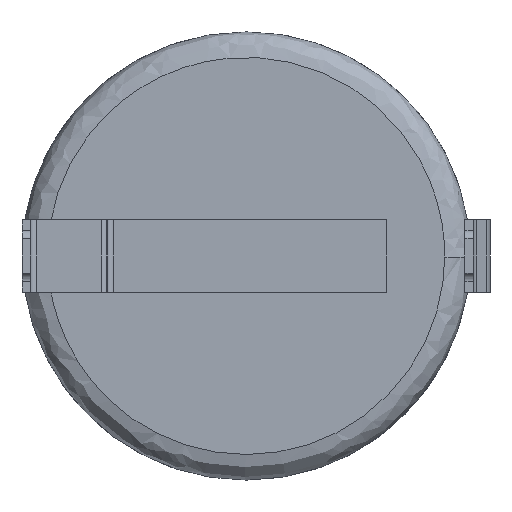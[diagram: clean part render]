
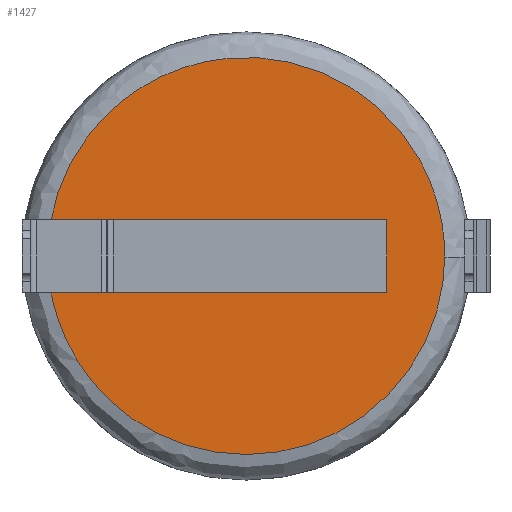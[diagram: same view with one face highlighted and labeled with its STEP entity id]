
A CAD part, front view. The second image highlights one B-rep face of the part: STEP entity #1427.
In plain terms, the highlighted planar face has unit normal (0, -1, 0).
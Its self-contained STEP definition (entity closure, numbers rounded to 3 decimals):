
#69 =( BOUNDED_CURVE ( )  B_SPLINE_CURVE ( 3, ( #1925, #2678, #2972, #1938 ),
 .UNSPECIFIED., .F., .F. ) 
 B_SPLINE_CURVE_WITH_KNOTS ( ( 4, 4 ),
 ( 0., 0.002 ),
 .UNSPECIFIED. ) 
 CURVE ( )  GEOMETRIC_REPRESENTATION_ITEM ( )  RATIONAL_B_SPLINE_CURVE ( ( 1., 1., 1., 1. ) ) 
 REPRESENTATION_ITEM ( '' )  );
#127 = CARTESIAN_POINT ( 'NONE',  ( -4.65, 0., 0.03 ) ) ;
#149 = CARTESIAN_POINT ( 'NONE',  ( 0.016, 0., 4.65 ) ) ;
#200 = CARTESIAN_POINT ( 'NONE',  ( 1.259, 0., 4.482 ) ) ;
#229 = CARTESIAN_POINT ( 'NONE',  ( 3.314, 0., 3.294 ) ) ;
#240 = CARTESIAN_POINT ( 'NONE',  ( -4.494, 0., 1.232 ) ) ;
#380 = CARTESIAN_POINT ( 'NONE',  ( -4.65, 0., 0.03 ) ) ;
#393 = B_SPLINE_CURVE_WITH_KNOTS ( 'NONE', 3,
 ( #1666, #660, #2745, #380 ),
 .UNSPECIFIED., .F., .F.,
 ( 4, 4 ),
 ( 0., 0.002 ),
 .UNSPECIFIED. ) ;
#422 = CARTESIAN_POINT ( 'NONE',  ( -4.586, 0., 0.786 ) ) ;
#477 = CARTESIAN_POINT ( 'NONE',  ( 4.531, 0., 1.172 ) ) ;
#480 = DIRECTION ( 'NONE',  ( 0., 1., 0. ) ) ;
#637 = CARTESIAN_POINT ( 'NONE',  ( 4.65, 0., -0.03 ) ) ;
#660 = CARTESIAN_POINT ( 'NONE',  ( -4.65, 0., 0.01 ) ) ;
#677 = CARTESIAN_POINT ( 'NONE',  ( 1.515, 0., 4.407 ) ) ;
#689 = CARTESIAN_POINT ( 'NONE',  ( -2.841, 0., 3.732 ) ) ;
#737 = CARTESIAN_POINT ( 'NONE',  ( 4.65, 0., 0. ) ) ;
#747 = CARTESIAN_POINT ( 'NONE',  ( 4.15, 0., 2.163 ) ) ;
#758 = CARTESIAN_POINT ( 'NONE',  ( -1.2, 0., 4.534 ) ) ;
#777 = CARTESIAN_POINT ( 'NONE',  ( 4.65, 0., 0. ) ) ;
#866 = ORIENTED_EDGE ( 'NONE', *, *, #2969, .F. ) ;
#940 = VERTEX_POINT ( 'NONE', #3088 ) ;
#956 = CARTESIAN_POINT ( 'NONE',  ( 0.015, 0., 4.65 ) ) ;
#963 = CARTESIAN_POINT ( 'NONE',  ( 2.999, 0., 3.574 ) ) ;
#979 = FACE_OUTER_BOUND ( 'NONE', #3137, .T. ) ;
#1016 = CARTESIAN_POINT ( 'NONE',  ( 0.064, 0., 4.65 ) ) ;
#1040 = CARTESIAN_POINT ( 'NONE',  ( 0.017, 0., 4.65 ) ) ;
#1088 = CARTESIAN_POINT ( 'NONE',  ( -4.65, 0., 0. ) ) ;
#1225 = CARTESIAN_POINT ( 'NONE',  ( 0.024, 0., 4.65 ) ) ;
#1279 = CARTESIAN_POINT ( 'NONE',  ( 0.093, 0., 4.649 ) ) ;
#1427 = ADVANCED_FACE ( 'NONE', ( #979 ), #3071, .F. ) ;
#1432 = VERTEX_POINT ( 'NONE', #737 ) ;
#1474 = ORIENTED_EDGE ( 'NONE', *, *, #2847, .F. ) ;
#1496 = CARTESIAN_POINT ( 'NONE',  ( -4.609, 0., 0.636 ) ) ;
#1572 = CARTESIAN_POINT ( 'NONE',  ( 4.65, 0., 0.606 ) ) ;
#1666 = CARTESIAN_POINT ( 'NONE',  ( -4.65, 0., 0. ) ) ;
#1726 = CARTESIAN_POINT ( 'NONE',  ( 0.035, 0., 4.65 ) ) ;
#1731 = VERTEX_POINT ( 'NONE', #2927 ) ;
#1776 = CARTESIAN_POINT ( 'NONE',  ( 0.814, 0., 4.584 ) ) ;
#1817 = CARTESIAN_POINT ( 'NONE',  ( -0.593, 0., 4.652 ) ) ;
#1925 = CARTESIAN_POINT ( 'NONE',  ( 4.65, 0., 0. ) ) ;
#1938 = CARTESIAN_POINT ( 'NONE',  ( 4.65, 0., -0.03 ) ) ;
#1983 = CARTESIAN_POINT ( 'NONE',  ( 4.591, 0., -9.27 ) ) ;
#2000 = ORIENTED_EDGE ( 'NONE', *, *, #3047, .F. ) ;
#2008 = CARTESIAN_POINT ( 'NONE',  ( 0.016, 0., 4.65 ) ) ;
#2066 = CARTESIAN_POINT ( 'NONE',  ( 3.889, 0., 2.589 ) ) ;
#2077 = CARTESIAN_POINT ( 'NONE',  ( 0.015, 0., 4.65 ) ) ;
#2091 = CARTESIAN_POINT ( 'NONE',  ( -2.325, 0., 4.073 ) ) ;
#2106 = CARTESIAN_POINT ( 'NONE',  ( 0.015, 0., 4.65 ) ) ;
#2269 = CARTESIAN_POINT ( 'NONE',  ( -4.649, 0., 0.179 ) ) ;
#2303 =( BOUNDED_CURVE ( )  B_SPLINE_CURVE ( 3, ( #637, #1983, #2470, #2479 ),
 .UNSPECIFIED., .F., .F. ) 
 B_SPLINE_CURVE_WITH_KNOTS ( ( 4, 4 ),
 ( 0.002, 1. ),
 .UNSPECIFIED. ) 
 CURVE ( )  GEOMETRIC_REPRESENTATION_ITEM ( )  RATIONAL_B_SPLINE_CURVE ( ( 1., 0.335, 0.335, 1. ) ) 
 REPRESENTATION_ITEM ( '' )  );
#2315 = AXIS2_PLACEMENT_3D ( 'NONE', #2611, #480, #2838 ) ;
#2396 = VERTEX_POINT ( 'NONE', #1088 ) ;
#2470 = CARTESIAN_POINT ( 'NONE',  ( -4.65, 0., -9.241 ) ) ;
#2479 = CARTESIAN_POINT ( 'NONE',  ( -4.65, 0., 0. ) ) ;
#2501 = B_SPLINE_CURVE_WITH_KNOTS ( 'NONE', 3,
 ( #127, #2269, #2607, #1496, #422, #240, #3048, #3370, #2851, #689, #2091, #758, #1817, #2008, #2106, #3115, #2790, #2077, #956, #149, #1040, #1225, #1726, #1016, #1279, #2864, #3102, #3123, #1776, #200, #677, #3310, #2521, #963, #229, #2066, #747, #477, #1572, #777 ),
 .UNSPECIFIED., .F., .F.,
 ( 4, 2, 2, 2, 2, 2, 2, 2, 1, 1, 1, 1, 1, 1, 2, 2, 2, 2, 2, 2, 2, 2, 4 ),
 ( 0.002, 0.033, 0.064, 0.127, 0.252, 0.376, 0.501, 0.501, 0.502, 0.502, 0.503, 0.505, 0.509, 0.517, 0.532, 0.563, 0.626, 0.688, 0.751, 0.813, 0.875, 0.938, 1. ),
 .UNSPECIFIED. ) ;
#2521 = CARTESIAN_POINT ( 'NONE',  ( 2.38, 0., 4.013 ) ) ;
#2544 = EDGE_CURVE ( 'NONE', #2396, #940, #393, .T. ) ;
#2607 = CARTESIAN_POINT ( 'NONE',  ( -4.641, 0., 0.333 ) ) ;
#2611 = CARTESIAN_POINT ( 'NONE',  ( 0., 0., 0. ) ) ;
#2619 = ORIENTED_EDGE ( 'NONE', *, *, #2544, .F. ) ;
#2678 = CARTESIAN_POINT ( 'NONE',  ( 4.65, 0., -0.01 ) ) ;
#2745 = CARTESIAN_POINT ( 'NONE',  ( -4.65, 0., 0.02 ) ) ;
#2790 = CARTESIAN_POINT ( 'NONE',  ( 0.015, 0., 4.65 ) ) ;
#2838 = DIRECTION ( 'NONE',  ( 0., 0., 1. ) ) ;
#2847 = EDGE_CURVE ( 'NONE', #1432, #1731, #69, .T. ) ;
#2851 = CARTESIAN_POINT ( 'NONE',  ( -3.704, 0., 2.877 ) ) ;
#2864 = CARTESIAN_POINT ( 'NONE',  ( 0.208, 0., 4.646 ) ) ;
#2927 = CARTESIAN_POINT ( 'NONE',  ( 4.65, 0., -0.03 ) ) ;
#2969 = EDGE_CURVE ( 'NONE', #1731, #2396, #2303, .T. ) ;
#2972 = CARTESIAN_POINT ( 'NONE',  ( 4.65, 0., -0.02 ) ) ;
#3047 = EDGE_CURVE ( 'NONE', #940, #1432, #2501, .T. ) ;
#3048 = CARTESIAN_POINT ( 'NONE',  ( -4.404, 0., 1.524 ) ) ;
#3071 = PLANE ( 'NONE',  #2315 ) ;
#3088 = CARTESIAN_POINT ( 'NONE',  ( -4.65, 0., 0.03 ) ) ;
#3102 = CARTESIAN_POINT ( 'NONE',  ( 0.323, 0., 4.641 ) ) ;
#3115 = CARTESIAN_POINT ( 'NONE',  ( 0.015, 0., 4.65 ) ) ;
#3123 = CARTESIAN_POINT ( 'NONE',  ( 0.626, 0., 4.61 ) ) ;
#3137 = EDGE_LOOP ( 'NONE', ( #2619, #866, #1474, #2000 ) ) ;
#3310 = CARTESIAN_POINT ( 'NONE',  ( 2.075, 0., 4.172 ) ) ;
#3370 = CARTESIAN_POINT ( 'NONE',  ( -4.051, 0., 2.364 ) ) ;
